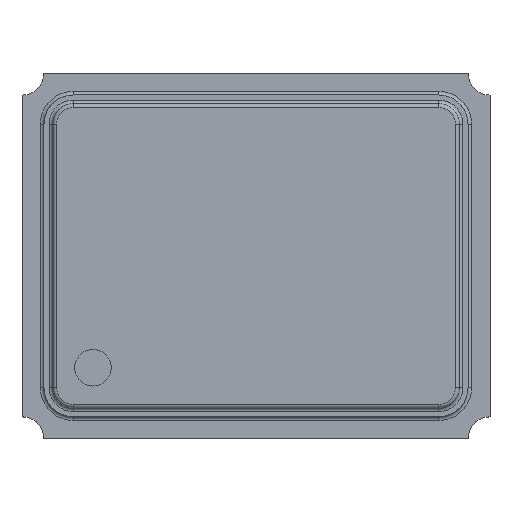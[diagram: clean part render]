
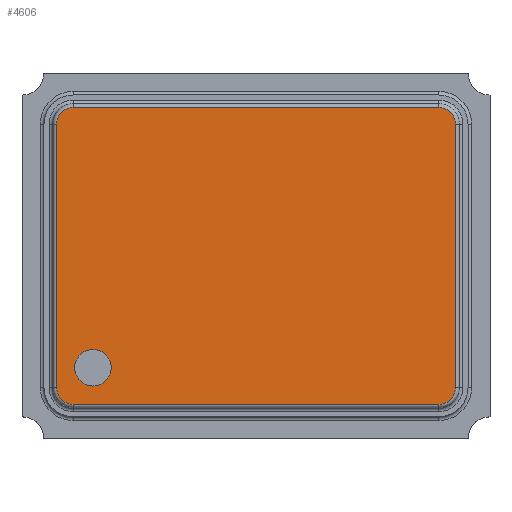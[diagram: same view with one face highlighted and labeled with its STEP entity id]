
A CAD part, top view. The second image highlights one B-rep face of the part: STEP entity #4606.
In plain terms, the highlighted planar face has unit normal (0, 0, 1).
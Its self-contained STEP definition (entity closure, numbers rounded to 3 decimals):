
#165 = VERTEX_POINT ( 'NONE', #4052 ) ;
#293 = CARTESIAN_POINT ( 'NONE',  ( 1.365, -0.9, 0.585 ) ) ;
#304 = VECTOR ( 'NONE', #2291, 1000. ) ;
#431 = CARTESIAN_POINT ( 'NONE',  ( -1.365, -0.9, 0.585 ) ) ;
#432 = DIRECTION ( 'NONE',  ( 1., 0., 0. ) ) ;
#507 = DIRECTION ( 'NONE',  ( 0., 0., 1. ) ) ;
#558 = CARTESIAN_POINT ( 'NONE',  ( -1.115, -0.765, 0.585 ) ) ;
#651 = DIRECTION ( 'NONE',  ( 1., 0., 0. ) ) ;
#716 = DIRECTION ( 'NONE',  ( 0., 0., 1. ) ) ;
#740 = EDGE_CURVE ( 'NONE', #2187, #3269, #4090, .T. ) ;
#744 = ORIENTED_EDGE ( 'NONE', *, *, #3345, .T. ) ;
#897 = CIRCLE ( 'NONE', #1471, 0.125 ) ;
#1178 = VERTEX_POINT ( 'NONE', #5329 ) ;
#1193 = CARTESIAN_POINT ( 'NONE',  ( -1.25, -0.9, 0.585 ) ) ;
#1197 = EDGE_LOOP ( 'NONE', ( #2819, #4476, #2241, #2450, #744, #3013, #2465, #2456 ) ) ;
#1250 = CARTESIAN_POINT ( 'NONE',  ( 1.25, 0.9, 0.585 ) ) ;
#1471 = AXIS2_PLACEMENT_3D ( 'NONE', #3502, #4487, #2723 ) ;
#1476 = CARTESIAN_POINT ( 'NONE',  ( 1.365, 0.9, 0.585 ) ) ;
#1652 = DIRECTION ( 'NONE',  ( 1., 0., 0. ) ) ;
#1660 = CIRCLE ( 'NONE', #2464, 0.115 ) ;
#1692 = DIRECTION ( 'NONE',  ( 0., 0., 1. ) ) ;
#1841 = VERTEX_POINT ( 'NONE', #3063 ) ;
#1846 = LINE ( 'NONE', #431, #304 ) ;
#1922 = LINE ( 'NONE', #4367, #2756 ) ;
#2040 = LINE ( 'NONE', #3888, #4877 ) ;
#2045 = EDGE_CURVE ( 'NONE', #5648, #3887, #4244, .T. ) ;
#2154 = CARTESIAN_POINT ( 'NONE',  ( 1.25, -0.9, 0.585 ) ) ;
#2187 = VERTEX_POINT ( 'NONE', #6021 ) ;
#2241 = ORIENTED_EDGE ( 'NONE', *, *, #2395, .T. ) ;
#2291 = DIRECTION ( 'NONE',  ( 0., -1., 0. ) ) ;
#2395 = EDGE_CURVE ( 'NONE', #2489, #4176, #1660, .T. ) ;
#2408 = EDGE_LOOP ( 'NONE', ( #4135, #3320 ) ) ;
#2450 = ORIENTED_EDGE ( 'NONE', *, *, #4715, .T. ) ;
#2456 = ORIENTED_EDGE ( 'NONE', *, *, #2938, .T. ) ;
#2457 = AXIS2_PLACEMENT_3D ( 'NONE', #1193, #1692, #4096 ) ;
#2464 = AXIS2_PLACEMENT_3D ( 'NONE', #2154, #2590, #1652 ) ;
#2465 = ORIENTED_EDGE ( 'NONE', *, *, #740, .T. ) ;
#2489 = VERTEX_POINT ( 'NONE', #5118 ) ;
#2528 = DIRECTION ( 'NONE',  ( 1., 0., 0. ) ) ;
#2590 = DIRECTION ( 'NONE',  ( 0., 0., 1. ) ) ;
#2641 = PLANE ( 'NONE',  #3571 ) ;
#2723 = DIRECTION ( 'NONE',  ( 1., 0., 0. ) ) ;
#2756 = VECTOR ( 'NONE', #4803, 1000. ) ;
#2819 = ORIENTED_EDGE ( 'NONE', *, *, #2045, .T. ) ;
#2836 = EDGE_CURVE ( 'NONE', #3495, #1841, #897, .T. ) ;
#2855 = AXIS2_PLACEMENT_3D ( 'NONE', #1250, #4897, #2528 ) ;
#2891 = DIRECTION ( 'NONE',  ( 0., 1., 0. ) ) ;
#2900 = VECTOR ( 'NONE', #2891, 1000. ) ;
#2938 = EDGE_CURVE ( 'NONE', #3269, #5648, #1846, .T. ) ;
#3013 = ORIENTED_EDGE ( 'NONE', *, *, #3425, .T. ) ;
#3063 = CARTESIAN_POINT ( 'NONE',  ( -1.24, -0.765, 0.585 ) ) ;
#3095 = AXIS2_PLACEMENT_3D ( 'NONE', #558, #507, #4340 ) ;
#3163 = CARTESIAN_POINT ( 'NONE',  ( -1.365, -0.9, 0.585 ) ) ;
#3218 = CARTESIAN_POINT ( 'NONE',  ( -1.365, 0.9, 0.585 ) ) ;
#3233 = DIRECTION ( 'NONE',  ( 0., 0., 1. ) ) ;
#3269 = VERTEX_POINT ( 'NONE', #3218 ) ;
#3302 = CARTESIAN_POINT ( 'NONE',  ( -1.25, 0.9, 0.585 ) ) ;
#3320 = ORIENTED_EDGE ( 'NONE', *, *, #5203, .F. ) ;
#3345 = EDGE_CURVE ( 'NONE', #165, #1178, #5223, .T. ) ;
#3425 = EDGE_CURVE ( 'NONE', #1178, #2187, #1922, .T. ) ;
#3495 = VERTEX_POINT ( 'NONE', #4397 ) ;
#3502 = CARTESIAN_POINT ( 'NONE',  ( -1.115, -0.765, 0.585 ) ) ;
#3571 = AXIS2_PLACEMENT_3D ( 'NONE', #4534, #716, #651 ) ;
#3887 = VERTEX_POINT ( 'NONE', #5950 ) ;
#3888 = CARTESIAN_POINT ( 'NONE',  ( 1.25, -1.015, 0.585 ) ) ;
#3898 = AXIS2_PLACEMENT_3D ( 'NONE', #3302, #3233, #432 ) ;
#3939 = DIRECTION ( 'NONE',  ( 1., 0., 0. ) ) ;
#4052 = CARTESIAN_POINT ( 'NONE',  ( 1.365, 0.9, 0.585 ) ) ;
#4090 = CIRCLE ( 'NONE', #3898, 0.115 ) ;
#4096 = DIRECTION ( 'NONE',  ( 1., 0., 0. ) ) ;
#4135 = ORIENTED_EDGE ( 'NONE', *, *, #2836, .F. ) ;
#4176 = VERTEX_POINT ( 'NONE', #293 ) ;
#4244 = CIRCLE ( 'NONE', #2457, 0.115 ) ;
#4340 = DIRECTION ( 'NONE',  ( 1., 0., 0. ) ) ;
#4367 = CARTESIAN_POINT ( 'NONE',  ( -1.25, 1.015, 0.585 ) ) ;
#4374 = LINE ( 'NONE', #1476, #2900 ) ;
#4392 = CIRCLE ( 'NONE', #3095, 0.125 ) ;
#4397 = CARTESIAN_POINT ( 'NONE',  ( -0.99, -0.765, 0.585 ) ) ;
#4476 = ORIENTED_EDGE ( 'NONE', *, *, #5156, .T. ) ;
#4487 = DIRECTION ( 'NONE',  ( 0., 0., 1. ) ) ;
#4534 = CARTESIAN_POINT ( 'NONE',  ( 1.25, -0.9, 0.585 ) ) ;
#4606 = ADVANCED_FACE ( 'NONE', ( #4903, #4972 ), #2641, .T. ) ;
#4715 = EDGE_CURVE ( 'NONE', #4176, #165, #4374, .T. ) ;
#4803 = DIRECTION ( 'NONE',  ( -1., 0., 0. ) ) ;
#4877 = VECTOR ( 'NONE', #3939, 1000. ) ;
#4897 = DIRECTION ( 'NONE',  ( 0., 0., 1. ) ) ;
#4903 = FACE_BOUND ( 'NONE', #2408, .T. ) ;
#4972 = FACE_OUTER_BOUND ( 'NONE', #1197, .T. ) ;
#5118 = CARTESIAN_POINT ( 'NONE',  ( 1.25, -1.015, 0.585 ) ) ;
#5156 = EDGE_CURVE ( 'NONE', #3887, #2489, #2040, .T. ) ;
#5203 = EDGE_CURVE ( 'NONE', #1841, #3495, #4392, .T. ) ;
#5223 = CIRCLE ( 'NONE', #2855, 0.115 ) ;
#5329 = CARTESIAN_POINT ( 'NONE',  ( 1.25, 1.015, 0.585 ) ) ;
#5648 = VERTEX_POINT ( 'NONE', #3163 ) ;
#5950 = CARTESIAN_POINT ( 'NONE',  ( -1.25, -1.015, 0.585 ) ) ;
#6021 = CARTESIAN_POINT ( 'NONE',  ( -1.25, 1.015, 0.585 ) ) ;
